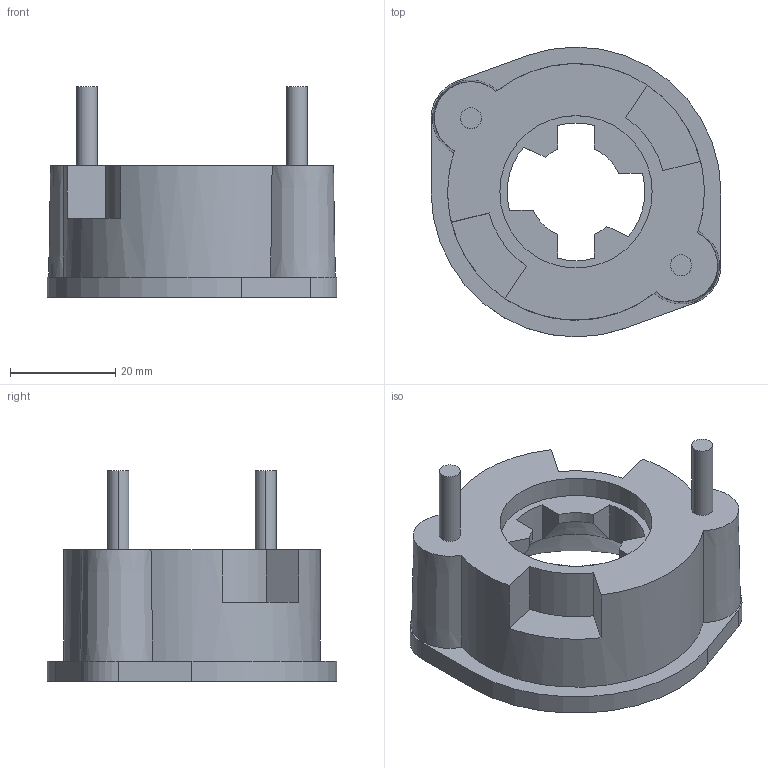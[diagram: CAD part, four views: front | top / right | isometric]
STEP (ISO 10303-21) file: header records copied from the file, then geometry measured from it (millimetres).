
FILE_DESCRIPTION((''),'2;1');
FILE_NAME('004661489_LBS-GC_ASM','2021-10-01T',('marketing.praksa'),('Audax d.o.o.'),'CREO PARAMETRIC BY PTC INC, 2017480','CREO PARAMETRIC BY PTC INC, 2017480','');
FILE_SCHEMA(('AUTOMOTIVE_DESIGN { 1 0 10303 214 1 1 1 1 }'));
Length unit declared in the file: millimetre
Products named in the file (9): 14290000_1; PRT9567_1_1_2_3_4_5_6_7_8_9_1; PRT9567_1_1_2_3_4_5_6_7_8_9_2; PRT9567_1_1_2_3_4_5_6_7_8_9_ASM; PRT9568_1_1_2_3_1; PRT9568_1_1_2_3_2; PRT9568_1_1_2_3_3; PRT9568_1_1_2_3_ASM; 004661489_LBS-GC_ASM
Assembly tree (8 placements, depth 3):
  004661489_LBS-GC_ASM
    14290000_1
    PRT9567_1_1_2_3_4_5_6_7_8_9_ASM
      PRT9567_1_1_2_3_4_5_6_7_8_9_1
      PRT9567_1_1_2_3_4_5_6_7_8_9_2
    PRT9568_1_1_2_3_ASM
      PRT9568_1_1_2_3_1
      PRT9568_1_1_2_3_2
      PRT9568_1_1_2_3_3
Bounding box: 55.17 x 55.17 x 40 mm (x, y, z)
Volume: 28439.7 mm3; surface area: 10918.4 mm2
Topology: 6 solids, 6 shells, 167 faces, 446 edges, 298 vertices
Faces by surface type: plane 85, cylinder 74, cone 8
Entity records: 8496 total; most frequent: CARTESIAN_POINT 1004, DIRECTION 986, ORIENTED_EDGE 892, PRESENTATION_STYLE_ASSIGNMENT 605, STYLED_ITEM 605, CURVE_STYLE 446, EDGE_CURVE 446, AXIS2_PLACEMENT_3D 363
